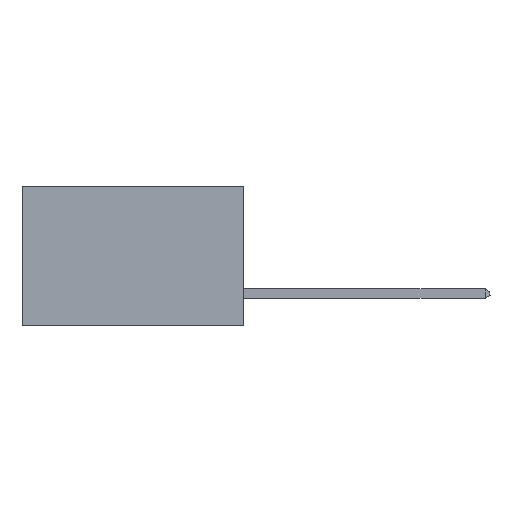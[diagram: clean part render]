
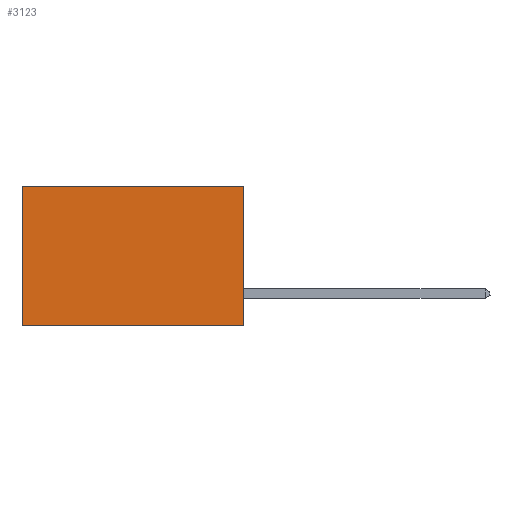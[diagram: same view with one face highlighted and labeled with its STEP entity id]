
A CAD part, left-side view. The second image highlights one B-rep face of the part: STEP entity #3123.
In plain terms, the highlighted planar face has unit normal (-1, 0, 0).
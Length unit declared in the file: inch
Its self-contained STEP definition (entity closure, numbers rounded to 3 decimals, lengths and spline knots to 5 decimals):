
#187 = LINE ( 'NONE', #6149, #4170 ) ;
#359 = EDGE_LOOP ( 'NONE', ( #2806, #2828, #2849, #2865 ) ) ;
#710 = EDGE_CURVE ( 'NONE', #2671, #6980, #187, .T. ) ;
#722 = CARTESIAN_POINT ( 'NONE',  ( 0.277, 0.59, 0. ) ) ;
#1002 = EDGE_CURVE ( 'NONE', #6980, #2692, #7858, .T. ) ;
#1820 = CARTESIAN_POINT ( 'NONE',  ( 0.277, 0.59, -0.37 ) ) ;
#2609 = LINE ( 'NONE', #4225, #4259 ) ;
#2671 = VERTEX_POINT ( 'NONE', #4851 ) ;
#2692 = VERTEX_POINT ( 'NONE', #1820 ) ;
#2806 = ORIENTED_EDGE ( 'NONE', *, *, #1002, .T. ) ;
#2828 = ORIENTED_EDGE ( 'NONE', *, *, #6246, .F. ) ;
#2849 = ORIENTED_EDGE ( 'NONE', *, *, #4156, .F. ) ;
#2865 = ORIENTED_EDGE ( 'NONE', *, *, #710, .T. ) ;
#2877 = CARTESIAN_POINT ( 'NONE',  ( 0.277, 0., -0.37 ) ) ;
#2898 = FACE_OUTER_BOUND ( 'NONE', #359, .T. ) ;
#3123 = ADVANCED_FACE ( 'NONE', ( #2898 ), #5412, .F. ) ;
#4156 = EDGE_CURVE ( 'NONE', #2671, #5846, #4496, .T. ) ;
#4170 = VECTOR ( 'NONE', #7528, 39.37008 ) ;
#4225 = CARTESIAN_POINT ( 'NONE',  ( 0.277, 0., -0.37 ) ) ;
#4256 = DIRECTION ( 'NONE',  ( 0., 1., 0. ) ) ;
#4259 = VECTOR ( 'NONE', #4256, 39.37008 ) ;
#4496 = LINE ( 'NONE', #6267, #7265 ) ;
#4701 = AXIS2_PLACEMENT_3D ( 'NONE', #2877, #5360, #5370 ) ;
#4760 = VECTOR ( 'NONE', #7051, 39.37008 ) ;
#4851 = CARTESIAN_POINT ( 'NONE',  ( 0.277, 0., 0. ) ) ;
#5360 = DIRECTION ( 'NONE',  ( 1., 0., 0. ) ) ;
#5370 = DIRECTION ( 'NONE',  ( 0., 0., -1. ) ) ;
#5412 = PLANE ( 'NONE',  #4701 ) ;
#5846 = VERTEX_POINT ( 'NONE', #6630 ) ;
#6149 = CARTESIAN_POINT ( 'NONE',  ( 0.277, 0., 0. ) ) ;
#6246 = EDGE_CURVE ( 'NONE', #5846, #2692, #2609, .T. ) ;
#6267 = CARTESIAN_POINT ( 'NONE',  ( 0.277, 0., -0.37 ) ) ;
#6308 = CARTESIAN_POINT ( 'NONE',  ( 0.277, 0.59, -0.37 ) ) ;
#6314 = DIRECTION ( 'NONE',  ( 0., 0., -1. ) ) ;
#6630 = CARTESIAN_POINT ( 'NONE',  ( 0.277, 0., -0.37 ) ) ;
#6980 = VERTEX_POINT ( 'NONE', #722 ) ;
#7051 = DIRECTION ( 'NONE',  ( 0., 0., -1. ) ) ;
#7265 = VECTOR ( 'NONE', #6314, 39.37008 ) ;
#7528 = DIRECTION ( 'NONE',  ( 0., 1., 0. ) ) ;
#7858 = LINE ( 'NONE', #6308, #4760 ) ;
